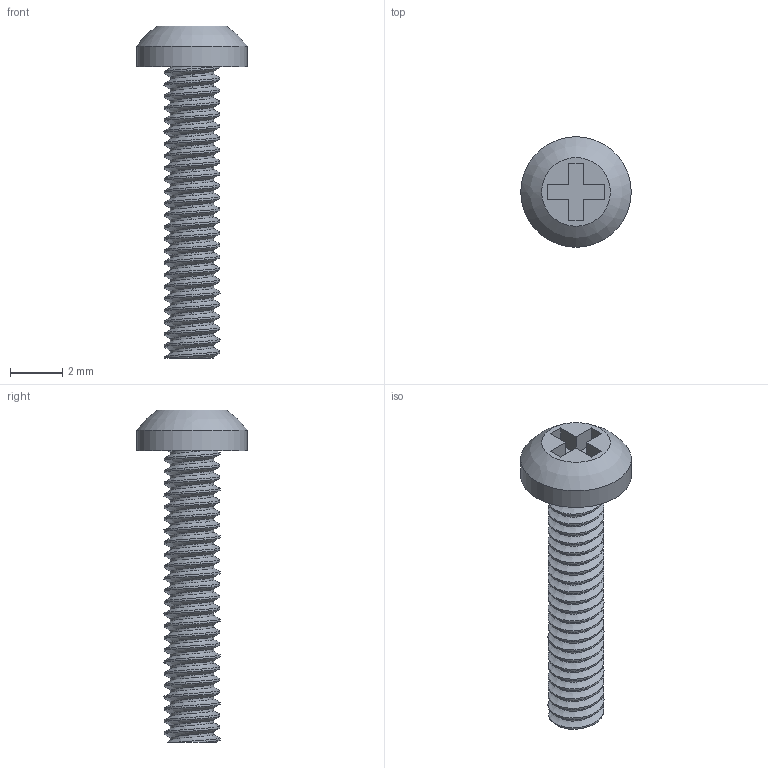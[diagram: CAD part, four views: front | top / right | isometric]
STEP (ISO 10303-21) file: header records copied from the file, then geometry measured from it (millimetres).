
FILE_DESCRIPTION(/* description */ (''),/* implementation_level */ '2;1');
FILE_NAME(/* name */ '70341-SIP-2-56-7-16-A2.stp',/* time_stamp */ '2023-08-09T16:45:13+01:00',/* author */ (''),/* organization */ (''),/* preprocessor_version */ 'ST-DEVELOPER v20',/* originating_system */ 'Autodesk Translation Framework v12.9.0.99',/* authorisation */ '');
FILE_SCHEMA (('AUTOMOTIVE_DESIGN { 1 0 10303 214 3 1 1 }'));
Length unit declared in the file: inch
Products named in the file (1): (Unsaved)
Bounding box: 4.22 x 4.22 x 12.66 mm (x, y, z)
Volume: 48 mm3; surface area: 155.3 mm2
Topology: 1 solids, 1 shells, 71 faces, 201 edges, 134 vertices
Faces by surface type: cylinder 52, plane 16, bspline 2, sphere 1
Full cylindrical faces by diameter (mm): 1.646 x10, 2.134 x18, 4.216 x1
Entity records: 5021 total; most frequent: CARTESIAN_POINT 3347, ORIENTED_EDGE 402, DIRECTION 244, EDGE_CURVE 201, VERTEX_POINT 134, B_SPLINE_CURVE_WITH_KNOTS 106, LINE 86, VECTOR 86
